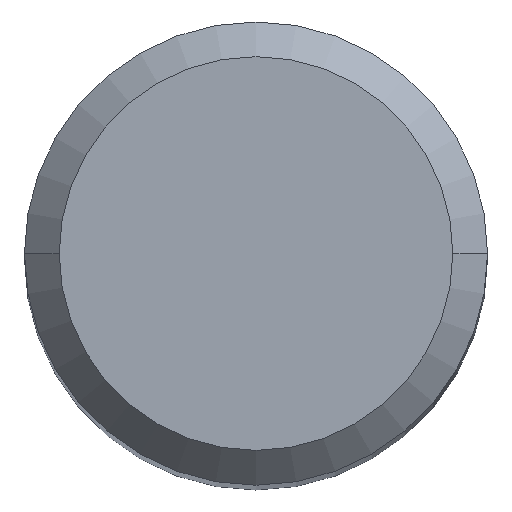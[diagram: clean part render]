
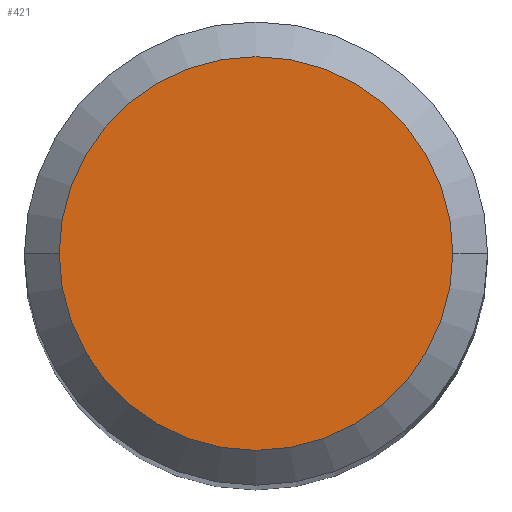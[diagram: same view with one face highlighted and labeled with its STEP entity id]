
A CAD part, top view. The second image highlights one B-rep face of the part: STEP entity #421.
In plain terms, the highlighted planar face has unit normal (0, 0, 1).
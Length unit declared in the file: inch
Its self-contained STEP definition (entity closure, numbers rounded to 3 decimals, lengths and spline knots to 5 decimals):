
#26 = DIRECTION ( 'NONE',  ( 0., 0., 1. ) ) ;
#66 = EDGE_CURVE ( 'NONE', #256, #360, #363, .T. ) ;
#94 = EDGE_CURVE ( 'NONE', #360, #256, #140, .T. ) ;
#132 = CARTESIAN_POINT ( 'NONE',  ( 0.10039, 0., 0. ) ) ;
#140 = CIRCLE ( 'NONE', #425, 0.10039 ) ;
#144 = DIRECTION ( 'NONE',  ( 0., 0., -1. ) ) ;
#183 = ORIENTED_EDGE ( 'NONE', *, *, #66, .T. ) ;
#226 = CARTESIAN_POINT ( 'NONE',  ( 0., 0., 0. ) ) ;
#256 = VERTEX_POINT ( 'NONE', #392 ) ;
#264 = DIRECTION ( 'NONE',  ( 0., 0., 1. ) ) ;
#287 = CARTESIAN_POINT ( 'NONE',  ( 0., 0., 0. ) ) ;
#302 = PLANE ( 'NONE',  #327 ) ;
#327 = AXIS2_PLACEMENT_3D ( 'NONE', #226, #144, #454 ) ;
#360 = VERTEX_POINT ( 'NONE', #132 ) ;
#363 = CIRCLE ( 'NONE', #471, 0.10039 ) ;
#392 = CARTESIAN_POINT ( 'NONE',  ( -0.10039, 0., 0. ) ) ;
#401 = CARTESIAN_POINT ( 'NONE',  ( 0., 0., 0. ) ) ;
#412 = ORIENTED_EDGE ( 'NONE', *, *, #94, .T. ) ;
#421 = ADVANCED_FACE ( 'NONE', ( #488 ), #302, .F. ) ;
#425 = AXIS2_PLACEMENT_3D ( 'NONE', #287, #264, #459 ) ;
#454 = DIRECTION ( 'NONE',  ( -1., 0., 0. ) ) ;
#459 = DIRECTION ( 'NONE',  ( 1., 0., 0. ) ) ;
#467 = DIRECTION ( 'NONE',  ( 1., 0., 0. ) ) ;
#471 = AXIS2_PLACEMENT_3D ( 'NONE', #401, #26, #467 ) ;
#472 = EDGE_LOOP ( 'NONE', ( #183, #412 ) ) ;
#488 = FACE_OUTER_BOUND ( 'NONE', #472, .T. ) ;
